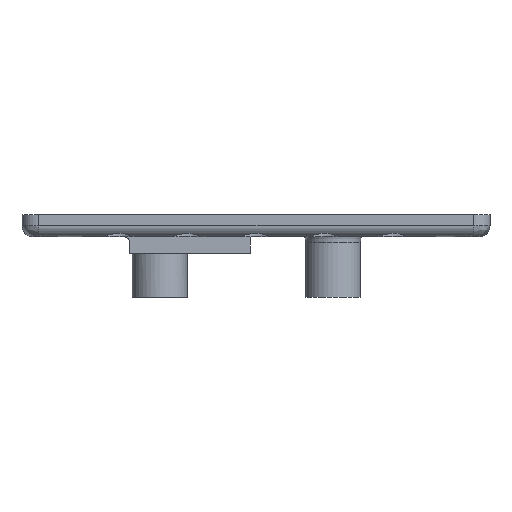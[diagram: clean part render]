
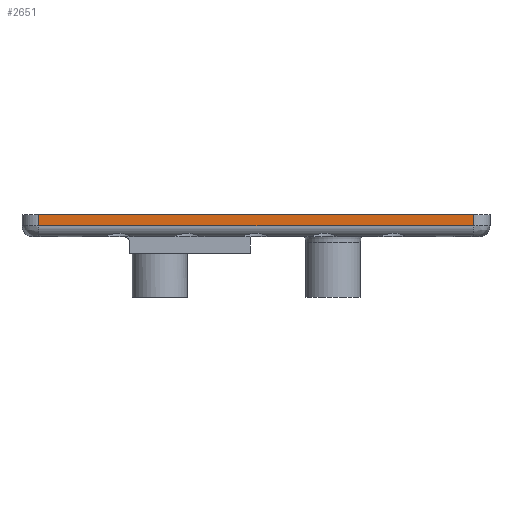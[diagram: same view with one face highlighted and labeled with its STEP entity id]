
A CAD part, left-side view. The second image highlights one B-rep face of the part: STEP entity #2651.
In plain terms, the highlighted planar face has unit normal (-1, 0, 0).
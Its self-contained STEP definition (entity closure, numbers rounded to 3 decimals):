
#134=PLANE('',#2928);
#321=FACE_OUTER_BOUND('',#499,.T.);
#499=EDGE_LOOP('',(#2128,#2129,#2130,#2131));
#781=LINE('',#4662,#915);
#787=LINE('',#4776,#921);
#800=LINE('',#5135,#934);
#803=LINE('',#5147,#937);
#915=VECTOR('',#3411,10.);
#921=VECTOR('',#3427,10.);
#934=VECTOR('',#3486,10.);
#937=VECTOR('',#3505,10.);
#1281=VERTEX_POINT('',#4653);
#1284=VERTEX_POINT('',#4660);
#1290=VERTEX_POINT('',#4775);
#1309=VERTEX_POINT('',#5131);
#1577=EDGE_CURVE('',#1284,#1281,#781,.T.);
#1592=EDGE_CURVE('',#1281,#1290,#787,.T.);
#1641=EDGE_CURVE('',#1290,#1309,#800,.T.);
#1647=EDGE_CURVE('',#1309,#1284,#803,.T.);
#2128=ORIENTED_EDGE('',*,*,#1577,.F.);
#2129=ORIENTED_EDGE('',*,*,#1647,.F.);
#2130=ORIENTED_EDGE('',*,*,#1641,.F.);
#2131=ORIENTED_EDGE('',*,*,#1592,.F.);
#2651=ADVANCED_FACE('',(#321),#134,.T.);
#2928=AXIS2_PLACEMENT_3D('',#5146,#3503,#3504);
#3411=DIRECTION('',(0.,0.,-1.));
#3427=DIRECTION('',(0.,1.,0.));
#3486=DIRECTION('',(0.,0.,1.));
#3503=DIRECTION('center_axis',(-1.,0.,0.));
#3504=DIRECTION('ref_axis',(0.,-1.,0.));
#3505=DIRECTION('',(0.,-1.,0.));
#4653=CARTESIAN_POINT('',(-50.,-39.5,0.));
#4660=CARTESIAN_POINT('',(-50.,-39.5,2.));
#4662=CARTESIAN_POINT('',(-50.,-39.5,0.));
#4775=CARTESIAN_POINT('',(-50.,39.5,0.));
#4776=CARTESIAN_POINT('',(-50.,21.25,0.));
#5131=CARTESIAN_POINT('',(-50.,39.5,2.));
#5135=CARTESIAN_POINT('',(-50.,39.5,0.));
#5146=CARTESIAN_POINT('Origin',(-50.,42.5,0.));
#5147=CARTESIAN_POINT('',(-50.,-42.5,2.));
